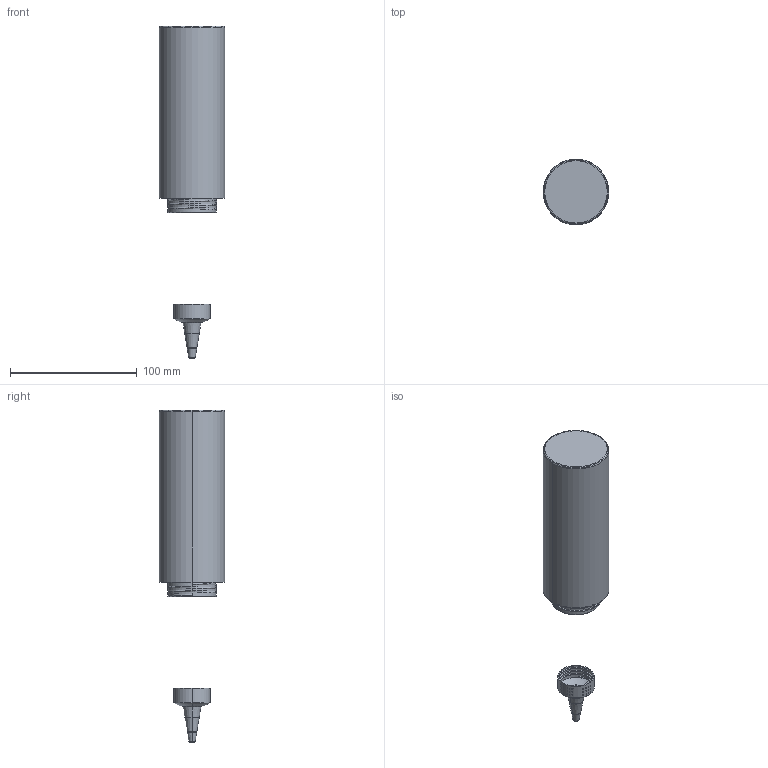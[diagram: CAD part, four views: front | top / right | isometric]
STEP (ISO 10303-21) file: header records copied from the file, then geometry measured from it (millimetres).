
FILE_DESCRIPTION (( 'STEP AP214' ), '1' );
FILE_NAME ('B00CBKBZO2.3D.STP', '2013-12-17T07:10:29', ( '' ), ( '' ), 'SwSTEP 2.0', 'SolidWorks 2012', '' );
FILE_SCHEMA (( 'AUTOMOTIVE_DESIGN' ));
Length unit declared in the file: inch
Products named in the file (1): B00CBKBZO2.3D
Bounding box: 51.82 x 51.82 x 262.15 mm (x, y, z)
Volume: 14749.8 mm3; surface area: 57741.6 mm2
Topology: 2 solids, 4 shells, 77 faces, 158 edges, 96 vertices
Faces by surface type: cylinder 24, plane 19, cone 16, torus 16, bspline 2
Entity records: 3105 total; most frequent: CARTESIAN_POINT 1442, DIRECTION 370, ORIENTED_EDGE 316, AXIS2_PLACEMENT_3D 162, EDGE_CURVE 158, VERTEX_POINT 96, CIRCLE 86, EDGE_LOOP 84
